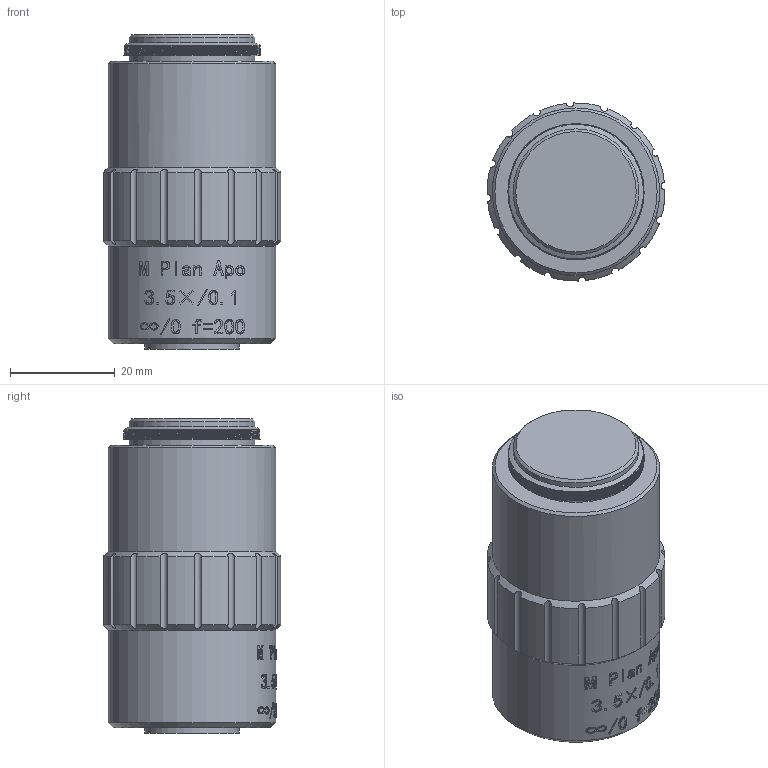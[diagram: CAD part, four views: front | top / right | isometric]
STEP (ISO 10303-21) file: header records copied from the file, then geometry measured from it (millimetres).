
FILE_DESCRIPTION (( 'STEP AP203' ), '1' );
FILE_NAME ('690031.STEP', '2024-07-04T06:06:11', ( 'Windows User' ), ( 'P R C' ), 'SwSTEP 2.0', 'SolidWorks 2020', '' );
FILE_SCHEMA (( 'CONFIG_CONTROL_DESIGN' ));
Length unit declared in the file: millimetre
Products named in the file (1): 690031
Bounding box: 33.99 x 33.99 x 60 mm (x, y, z)
Volume: 47394.3 mm3; surface area: 10981.9 mm2
Topology: 2 solids, 2 shells, 303 faces, 782 edges, 520 vertices
Faces by surface type: plane 136, bspline 87, cylinder 74, cone 6
Full cylindrical faces by diameter (mm): 18 x1, 24 x2, 32 x2
Entity records: 17892 total; most frequent: CARTESIAN_POINT 11199, ORIENTED_EDGE 1512, DIRECTION 1060, EDGE_CURVE 756, VERTEX_POINT 513, AXIS2_PLACEMENT_3D 368, EDGE_LOOP 361, VECTOR 324
